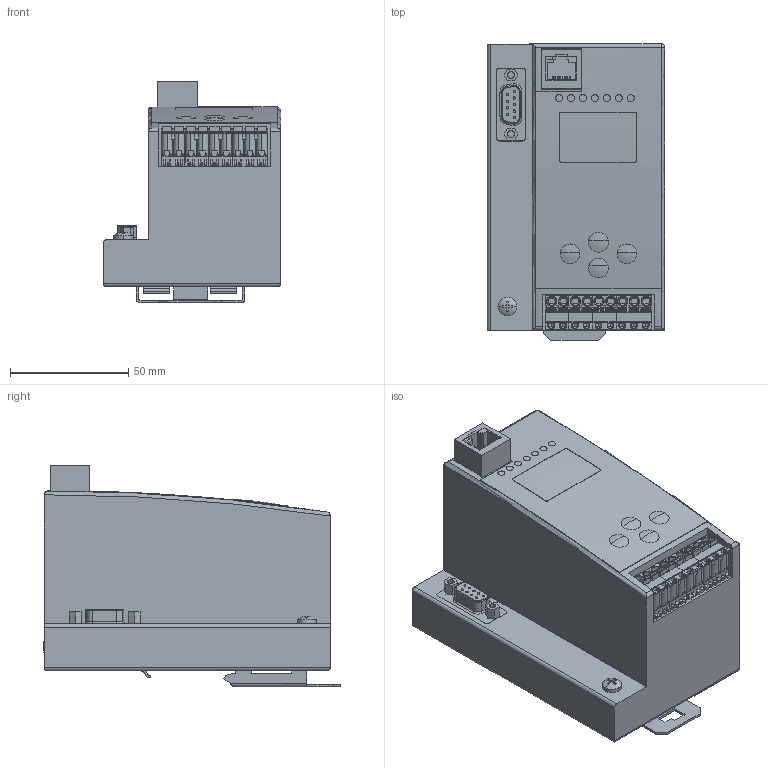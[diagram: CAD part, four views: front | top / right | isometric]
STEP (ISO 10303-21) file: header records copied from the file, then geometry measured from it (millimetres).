
FILE_DESCRIPTION((''),'2;1');
FILE_NAME('DM_CAD-2254_ASM','2016-03-16T',('Creinig-se'),(''),'PRO/ENGINEER BY PARAMETRIC TECHNOLOGY CORPORATION, 2015440','PRO/ENGINEER BY PARAMETRIC TECHNOLOGY CORPORATION, 2015440','');
FILE_SCHEMA(('CONFIG_CONTROL_DESIGN'));
Length unit declared in the file: millimetre
Products named in the file (19): DM_CAD-2254_SW0001; DM_CAD-2254_1041; DM_CAD-2254_1042; DM_CAD-2254_1043_ASM; DM_CAD-2254_1044; DM_CAD-2254_1045_ASM; DM_CAD-2254_1046_ASM; DM_CAD-2254_1047; DM_CAD-2254_1049; DM_CAD-2254_1050_ASM; DM_CAD-1138A_2; DM_CAD-1138A_1; DM_CAD-1138A_L120584_ASM; DM_CAD-2254_1054; DM_CAD-2254_1055; DM_CAD-2254_1; DM_CAD-2254_1057; DM_CAD-2254_1058_ASM; DM_CAD-2254_ASM
Assembly tree (27 placements, depth 5):
  DM_CAD-2254_ASM
    DM_CAD-2254_SW0001
    DM_CAD-2254_1046_ASM
      DM_CAD-2254_1045_ASM
        DM_CAD-2254_1041
        DM_CAD-2254_1043_ASM
          DM_CAD-2254_1042  x7
        DM_CAD-2254_1044
    DM_CAD-2254_1047
    DM_CAD-2254_1050_ASM
      DM_CAD-2254_1049
    DM_CAD-1138A_L120584_ASM
      DM_CAD-1138A_2
      DM_CAD-1138A_1
    DM_CAD-2254_1054  x3
    DM_CAD-2254_1055
    DM_CAD-2254_1058_ASM
      DM_CAD-2254_1
      DM_CAD-2254_1057  x2
Bounding box: 75 x 125.49 x 93.7 mm (x, y, z)
Volume: 546616.5 mm3; surface area: 75965.4 mm2
Topology: 21 solids, 44 shells, 2173 faces, 5812 edges, 3794 vertices
Faces by surface type: plane 1339, cylinder 609, extrusion 140, cone 36, torus 35, sphere 12, bspline 2
Entity records: 63489 total; most frequent: CARTESIAN_POINT 14130, ORIENTED_EDGE 8130, DIRECTION 7509, EDGE_CURVE 4065, VECTOR 2991, PRESENTATION_STYLE_ASSIGNMENT 2990, STYLED_ITEM 2990, LINE 2851
